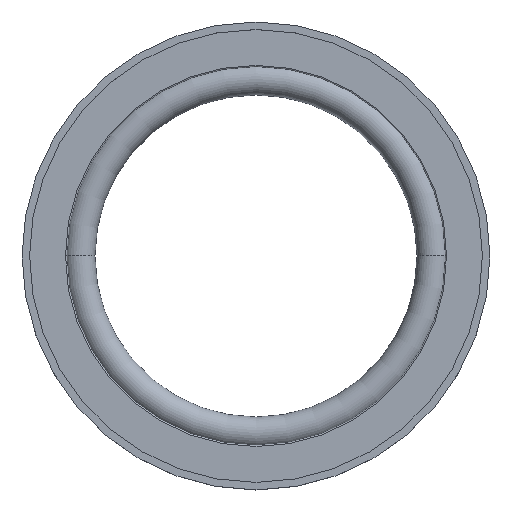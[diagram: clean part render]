
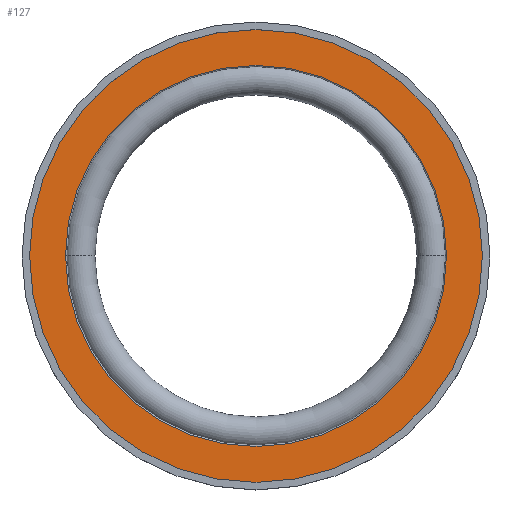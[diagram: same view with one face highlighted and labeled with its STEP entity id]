
A CAD part, top view. The second image highlights one B-rep face of the part: STEP entity #127.
In plain terms, the highlighted planar face has unit normal (0, 0, 1).
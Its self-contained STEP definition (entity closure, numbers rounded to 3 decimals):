
#22 = DIRECTION ( 'NONE',  ( 1., 0., 0. ) ) ;
#25 = ORIENTED_EDGE ( 'NONE', *, *, #379, .T. ) ;
#42 = DIRECTION ( 'NONE',  ( 0., 0., -1. ) ) ;
#127 = ADVANCED_FACE ( 'NONE', ( #355, #162 ), #868, .F. ) ;
#162 = FACE_OUTER_BOUND ( 'NONE', #317, .T. ) ;
#179 = DIRECTION ( 'NONE',  ( 1., 0., 0. ) ) ;
#200 = CARTESIAN_POINT ( 'NONE',  ( 31.556, 0., 1.95 ) ) ;
#232 = CARTESIAN_POINT ( 'NONE',  ( 0., 0., 1.95 ) ) ;
#236 = DIRECTION ( 'NONE',  ( 0., 0., 1. ) ) ;
#242 = DIRECTION ( 'NONE',  ( 1., 0., 0. ) ) ;
#317 = EDGE_LOOP ( 'NONE', ( #25, #710 ) ) ;
#344 = CARTESIAN_POINT ( 'NONE',  ( -37.5, 0., 1.95 ) ) ;
#350 = AXIS2_PLACEMENT_3D ( 'NONE', #383, #42, #1027 ) ;
#355 = FACE_BOUND ( 'NONE', #474, .T. ) ;
#379 = EDGE_CURVE ( 'NONE', #801, #911, #717, .T. ) ;
#383 = CARTESIAN_POINT ( 'NONE',  ( -31.556, 0., 1.95 ) ) ;
#405 = AXIS2_PLACEMENT_3D ( 'NONE', #906, #909, #179 ) ;
#429 = CARTESIAN_POINT ( 'NONE',  ( -31.556, 0., 1.95 ) ) ;
#474 = EDGE_LOOP ( 'NONE', ( #805, #1018 ) ) ;
#485 = AXIS2_PLACEMENT_3D ( 'NONE', #232, #236, #242 ) ;
#530 = DIRECTION ( 'NONE',  ( 0., 0., 1. ) ) ;
#593 = CARTESIAN_POINT ( 'NONE',  ( 37.5, 0., 1.95 ) ) ;
#672 = AXIS2_PLACEMENT_3D ( 'NONE', #779, #530, #22 ) ;
#696 = CARTESIAN_POINT ( 'NONE',  ( 0., 0., 1.95 ) ) ;
#710 = ORIENTED_EDGE ( 'NONE', *, *, #1028, .T. ) ;
#717 = CIRCLE ( 'NONE', #485, 37.5 ) ;
#748 = CIRCLE ( 'NONE', #405, 31.556 ) ;
#763 = DIRECTION ( 'NONE',  ( 0., 0., 1. ) ) ;
#766 = DIRECTION ( 'NONE',  ( 1., 0., 0. ) ) ;
#779 = CARTESIAN_POINT ( 'NONE',  ( 0., 0., 1.95 ) ) ;
#788 = VERTEX_POINT ( 'NONE', #429 ) ;
#801 = VERTEX_POINT ( 'NONE', #593 ) ;
#805 = ORIENTED_EDGE ( 'NONE', *, *, #977, .F. ) ;
#818 = EDGE_CURVE ( 'NONE', #788, #991, #748, .T. ) ;
#868 = PLANE ( 'NONE',  #350 ) ;
#906 = CARTESIAN_POINT ( 'NONE',  ( 0., 0., 1.95 ) ) ;
#909 = DIRECTION ( 'NONE',  ( 0., 0., 1. ) ) ;
#911 = VERTEX_POINT ( 'NONE', #344 ) ;
#934 = AXIS2_PLACEMENT_3D ( 'NONE', #696, #763, #766 ) ;
#976 = CIRCLE ( 'NONE', #934, 37.5 ) ;
#977 = EDGE_CURVE ( 'NONE', #991, #788, #1008, .T. ) ;
#991 = VERTEX_POINT ( 'NONE', #200 ) ;
#1008 = CIRCLE ( 'NONE', #672, 31.556 ) ;
#1018 = ORIENTED_EDGE ( 'NONE', *, *, #818, .F. ) ;
#1027 = DIRECTION ( 'NONE',  ( -1., 0., 0. ) ) ;
#1028 = EDGE_CURVE ( 'NONE', #911, #801, #976, .T. ) ;
